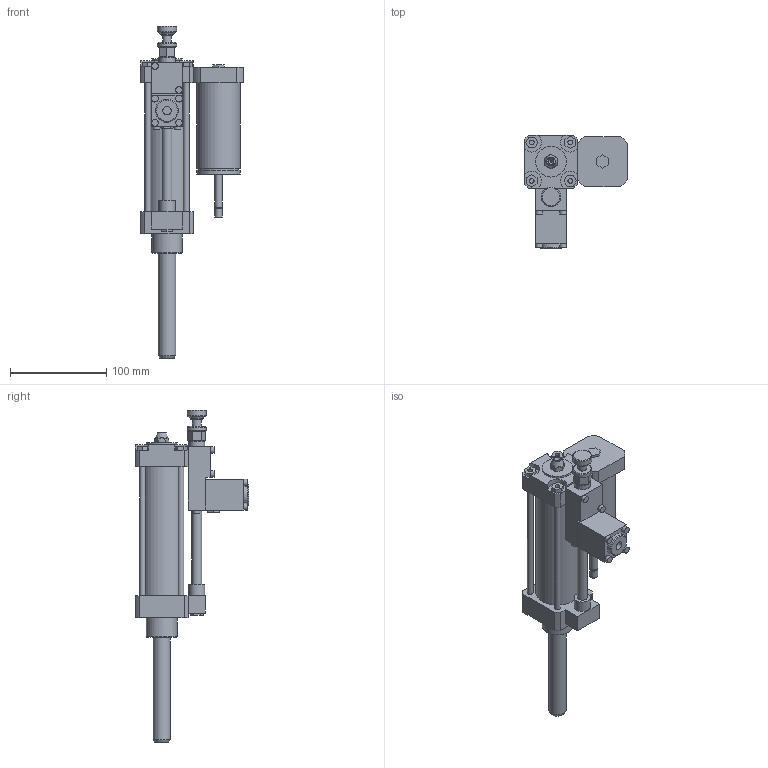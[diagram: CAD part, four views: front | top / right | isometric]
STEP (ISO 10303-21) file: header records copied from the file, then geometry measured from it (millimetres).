
FILE_DESCRIPTION((''),'2;1');
FILE_NAME('1400_40_0100_01_05.iam.stp','2009-04-23T11:10:58',(''),(''),'Autodesk Inventor 2009','Autodesk Inventor 2009','');
FILE_SCHEMA(('AUTOMOTIVE_DESIGN { 1 0 10303 214 1 1 1 1 }'));
Length unit declared in the file: millimetre
Products named in the file (6): 1400_40_0100_01_05; 1400400100T; STELO  C 100; REGOLATORE; BASE STOP; VAL ST NA 
Assembly tree (5 placements, depth 2):
  1400_40_0100_01_05
    1400400100T
    STELO  C 100
    REGOLATORE
    BASE STOP
    VAL ST NA 
Bounding box: 107 x 118 x 345 mm (x, y, z)
Volume: 717170.6 mm3; surface area: 109836 mm2
Topology: 5 solids, 5 shells, 227 faces, 505 edges, 326 vertices
Faces by surface type: plane 134, cylinder 42, bspline 36, cone 15
Full cylindrical faces by diameter (mm): 2 x2, 6 x4, 7 x6, 8 x2, 9 x1, 10 x1, 14 x1, 17 x2, 18 x2, 20 x2, 24 x1, 32 x2, 41 x1, 45 x3
Entity records: 6614 total; most frequent: CARTESIAN_POINT 1457, DIRECTION 962, ORIENTED_EDGE 874, EDGE_CURVE 437, AXIS2_PLACEMENT_3D 347, EDGE_LOOP 334, VERTEX_POINT 319, VECTOR 268
